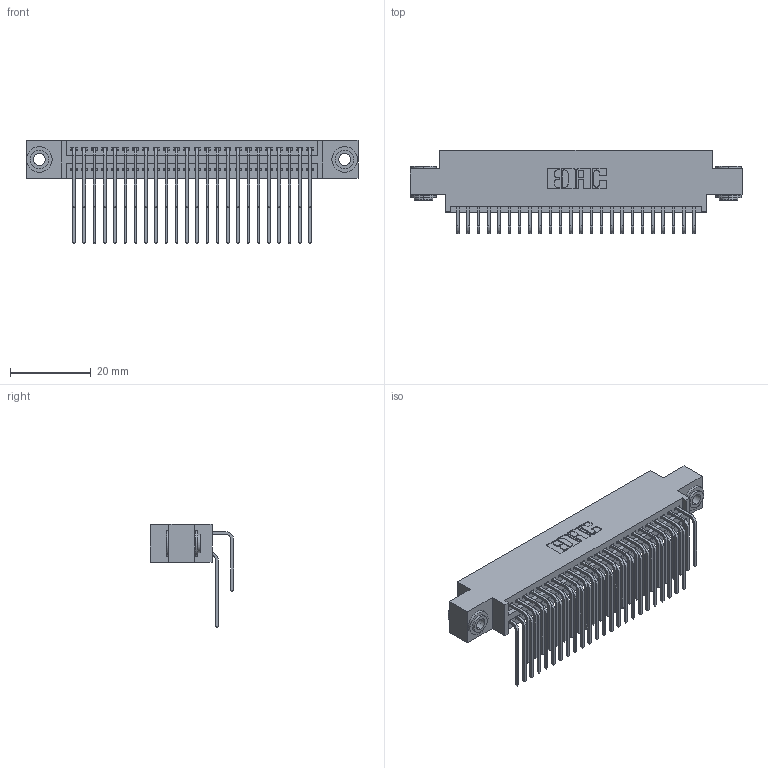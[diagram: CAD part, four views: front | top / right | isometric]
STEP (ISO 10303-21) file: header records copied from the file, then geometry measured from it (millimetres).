
FILE_DESCRIPTION (( 'STEP AP203' ), '1' );
FILE_NAME ('395-048-559-803.STEP', '2019-10-19T06:34:01', ( '' ), ( '' ), 'SwSTEP 2.0', 'SolidWorks 2016', '' );
FILE_SCHEMA (( 'CONFIG_CONTROL_DESIGN' ));
Length unit declared in the file: inch
Products named in the file (5): 345 Part_0.170 Offset - 0.156 Dia-TH; 345-292-001_558 559 Tail - 1; 345-292-001_559 Tail - 2; 345-250-002_345-250-002-102; 395-048-559-803
Assembly tree (51 placements, depth 2):
  395-048-559-803
    345 Part_0.170 Offset - 0.156 Dia-TH
    345-292-001_558 559 Tail - 1  x24
    345-292-001_559 Tail - 2  x24
    345-250-002_345-250-002-102  x2
Bounding box: 82.17 x 20.56 x 25.53 mm (x, y, z)
Volume: 7997.8 mm3; surface area: 13123.9 mm2
Topology: 51 solids, 51 shells, 2664 faces, 7869 edges, 5178 vertices
Faces by surface type: plane 1774, cylinder 882, cone 8
Entity records: 23688 total; most frequent: CARTESIAN_POINT 4010, ORIENTED_EDGE 3886, DIRECTION 3561, EDGE_CURVE 1943, LINE 1651, VECTOR 1651, VERTEX_POINT 1290, AXIS2_PLACEMENT_3D 955
